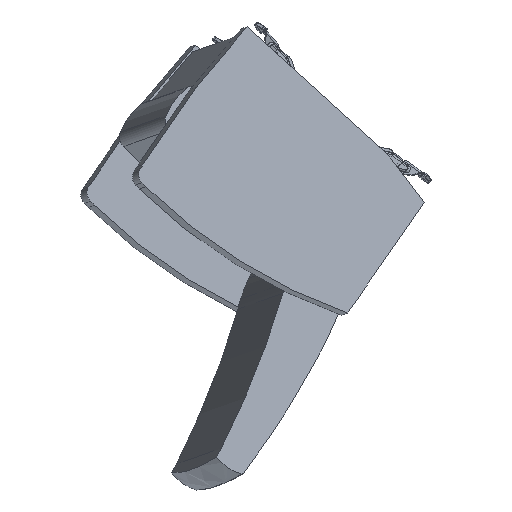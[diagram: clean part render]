
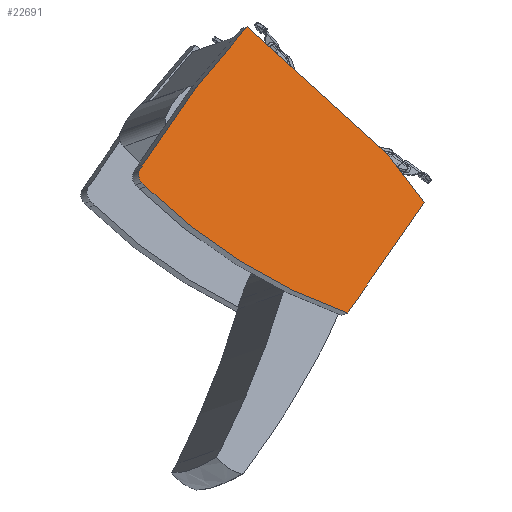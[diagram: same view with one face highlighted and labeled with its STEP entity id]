
A CAD part, left-side view. The second image highlights one B-rep face of the part: STEP entity #22691.
In plain terms, the highlighted face is planar.
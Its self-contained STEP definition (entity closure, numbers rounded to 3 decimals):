
#2881=CIRCLE('',#25189,1.25);
#2883=CIRCLE('',#25192,60.25);
#2885=CIRCLE('',#25195,60.25);
#2887=CIRCLE('',#25201,3.);
#4660=FACE_OUTER_BOUND('',#5902,.T.);
#5902=EDGE_LOOP('',(#21065,#21066,#21067,#21068,#21069,#21070,#21071,#21072,
#21073,#21074,#21075));
#7733=LINE('',#47023,#9347);
#7737=LINE('',#47031,#9351);
#7740=LINE('',#47037,#9354);
#7743=LINE('',#47043,#9357);
#7749=LINE('',#47067,#9363);
#7752=LINE('',#47073,#9366);
#7755=LINE('',#47079,#9369);
#9347=VECTOR('',#31529,0.394);
#9351=VECTOR('',#31535,0.394);
#9354=VECTOR('',#31540,0.394);
#9357=VECTOR('',#31545,0.394);
#9363=VECTOR('',#31571,0.394);
#9366=VECTOR('',#31576,0.394);
#9369=VECTOR('',#31581,0.394);
#11359=VERTEX_POINT('',#47021);
#11360=VERTEX_POINT('',#47022);
#11363=VERTEX_POINT('',#47030);
#11365=VERTEX_POINT('',#47036);
#11367=VERTEX_POINT('',#47042);
#11369=VERTEX_POINT('',#47048);
#11371=VERTEX_POINT('',#47054);
#11373=VERTEX_POINT('',#47060);
#11375=VERTEX_POINT('',#47066);
#11377=VERTEX_POINT('',#47072);
#11379=VERTEX_POINT('',#47078);
#14581=EDGE_CURVE('',#11359,#11360,#7733,.T.);
#14585=EDGE_CURVE('',#11360,#11363,#7737,.T.);
#14588=EDGE_CURVE('',#11363,#11365,#7740,.T.);
#14591=EDGE_CURVE('',#11365,#11367,#7743,.T.);
#14594=EDGE_CURVE('',#11367,#11369,#2881,.T.);
#14597=EDGE_CURVE('',#11369,#11371,#2883,.T.);
#14600=EDGE_CURVE('',#11371,#11373,#2885,.T.);
#14603=EDGE_CURVE('',#11373,#11375,#7749,.T.);
#14606=EDGE_CURVE('',#11375,#11377,#7752,.T.);
#14609=EDGE_CURVE('',#11377,#11379,#7755,.T.);
#14612=EDGE_CURVE('',#11379,#11359,#2887,.T.);
#21065=ORIENTED_EDGE('',*,*,#14581,.T.);
#21066=ORIENTED_EDGE('',*,*,#14585,.T.);
#21067=ORIENTED_EDGE('',*,*,#14588,.T.);
#21068=ORIENTED_EDGE('',*,*,#14591,.T.);
#21069=ORIENTED_EDGE('',*,*,#14594,.T.);
#21070=ORIENTED_EDGE('',*,*,#14597,.T.);
#21071=ORIENTED_EDGE('',*,*,#14600,.T.);
#21072=ORIENTED_EDGE('',*,*,#14603,.T.);
#21073=ORIENTED_EDGE('',*,*,#14606,.T.);
#21074=ORIENTED_EDGE('',*,*,#14609,.T.);
#21075=ORIENTED_EDGE('',*,*,#14612,.T.);
#21463=PLANE('',#25204);
#22691=ADVANCED_FACE('',(#4660),#21463,.T.);
#25189=AXIS2_PLACEMENT_3D('',#47049,#31550,#31551);
#25192=AXIS2_PLACEMENT_3D('',#47055,#31557,#31558);
#25195=AXIS2_PLACEMENT_3D('',#47061,#31564,#31565);
#25201=AXIS2_PLACEMENT_3D('',#47084,#31586,#31587);
#25204=AXIS2_PLACEMENT_3D('',#47087,#31592,#31593);
#31529=DIRECTION('',(1.,0.001,0.));
#31535=DIRECTION('',(-0.014,1.,0.));
#31540=DIRECTION('',(-0.11,0.994,0.));
#31545=DIRECTION('',(-0.106,0.994,0.));
#31550=DIRECTION('center_axis',(0.,0.,1.));
#31551=DIRECTION('ref_axis',(-0.988,-0.154,0.));
#31557=DIRECTION('center_axis',(0.,0.,1.));
#31558=DIRECTION('ref_axis',(-0.055,-0.998,0.));
#31564=DIRECTION('center_axis',(0.,0.,1.));
#31565=DIRECTION('ref_axis',(-0.04,-0.999,0.));
#31571=DIRECTION('',(0.106,-0.994,0.));
#31576=DIRECTION('',(0.106,-0.994,0.));
#31581=DIRECTION('',(0.983,-0.184,0.));
#31586=DIRECTION('center_axis',(0.,0.,1.));
#31587=DIRECTION('ref_axis',(0.184,0.983,0.));
#31592=DIRECTION('center_axis',(0.,0.,1.));
#31593=DIRECTION('ref_axis',(1.,0.,0.));
#47021=CARTESIAN_POINT('',(12.578,-30.83,3.));
#47022=CARTESIAN_POINT('',(33.501,-30.818,3.));
#47023=CARTESIAN_POINT('',(25.754,-30.822,3.));
#47030=CARTESIAN_POINT('',(33.38,-21.968,3.));
#47031=CARTESIAN_POINT('',(33.352,-19.88,3.));
#47036=CARTESIAN_POINT('',(32.223,-11.504,3.));
#47037=CARTESIAN_POINT('',(32.492,-13.936,3.));
#47042=CARTESIAN_POINT('',(32.169,-10.998,3.));
#47043=CARTESIAN_POINT('',(32.459,-13.713,3.));
#47048=CARTESIAN_POINT('',(30.995,-9.942,3.));
#47049=CARTESIAN_POINT('Origin',(30.934,-11.19,3.));
#47054=CARTESIAN_POINT('',(30.374,-9.911,3.));
#47055=CARTESIAN_POINT('Origin',(27.682,-70.101,3.));
#47060=CARTESIAN_POINT('',(4.41,-14.669,3.));
#47061=CARTESIAN_POINT('Origin',(27.989,-70.114,3.));
#47066=CARTESIAN_POINT('',(4.582,-16.282,3.));
#47067=CARTESIAN_POINT('',(4.748,-17.839,3.));
#47072=CARTESIAN_POINT('',(6.009,-29.65,3.));
#47073=CARTESIAN_POINT('',(5.462,-24.523,3.));
#47078=CARTESIAN_POINT('',(12.022,-30.778,3.));
#47079=CARTESIAN_POINT('',(13.752,-31.103,3.));
#47084=CARTESIAN_POINT('Origin',(12.575,-27.83,3.));
#47087=CARTESIAN_POINT('Origin',(18.,-18.,3.));
